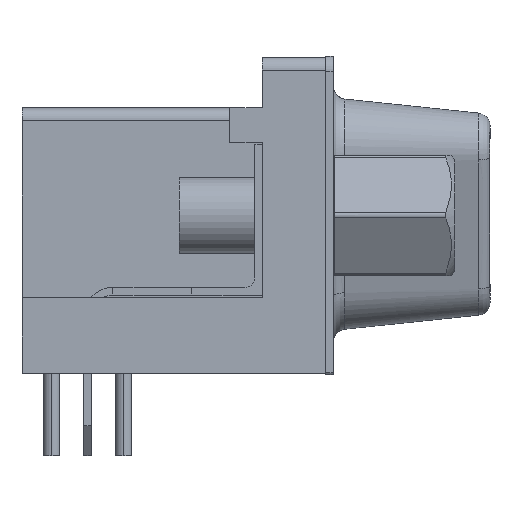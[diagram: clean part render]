
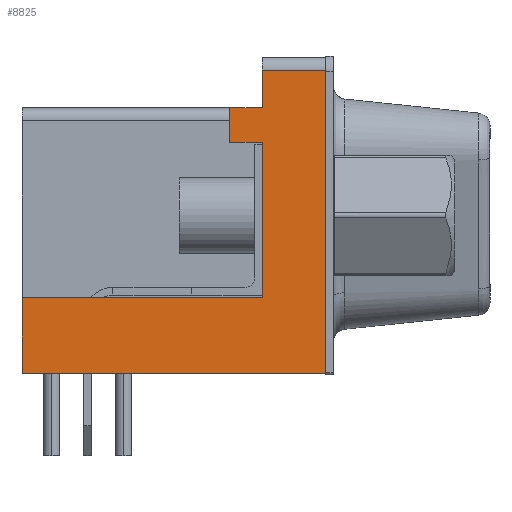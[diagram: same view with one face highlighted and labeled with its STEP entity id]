
A CAD part, left-side view. The second image highlights one B-rep face of the part: STEP entity #8825.
In plain terms, the highlighted planar face has unit normal (-1, 0, 0).
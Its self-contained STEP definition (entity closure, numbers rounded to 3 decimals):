
#126 = VERTEX_POINT ( 'NONE', #19225 ) ;
#194 = DIRECTION ( 'NONE',  ( 1., 0., 0. ) ) ;
#310 = EDGE_LOOP ( 'NONE', ( #22134, #16440, #19062, #2810, #18231, #21566, #20954, #15225, #13157, #20790 ) ) ;
#1300 = LINE ( 'NONE', #11007, #26605 ) ;
#1568 = DIRECTION ( 'NONE',  ( 0., 0., -1. ) ) ;
#1881 = LINE ( 'NONE', #21935, #21970 ) ;
#2211 = EDGE_CURVE ( 'NONE', #13263, #26558, #9163, .T. ) ;
#2810 = ORIENTED_EDGE ( 'NONE', *, *, #2211, .F. ) ;
#3269 = CARTESIAN_POINT ( 'NONE',  ( -19.57, -8.247, 10.6 ) ) ;
#3619 = DIRECTION ( 'NONE',  ( 0., 1., 0. ) ) ;
#3660 = VERTEX_POINT ( 'NONE', #5068 ) ;
#3917 = EDGE_CURVE ( 'NONE', #29542, #15614, #4555, .T. ) ;
#4163 = DIRECTION ( 'NONE',  ( 0., 0., 1. ) ) ;
#4172 = LINE ( 'NONE', #24120, #28880 ) ;
#4555 = LINE ( 'NONE', #9493, #31603 ) ;
#4675 = DIRECTION ( 'NONE',  ( 0., 0., -1. ) ) ;
#4777 = CARTESIAN_POINT ( 'NONE',  ( -19.57, -6.947, 10.6 ) ) ;
#4962 = CARTESIAN_POINT ( 'NONE',  ( -19.57, -8.247, 3.1 ) ) ;
#5068 = CARTESIAN_POINT ( 'NONE',  ( -19.57, 1.253, 3.1 ) ) ;
#5091 = EDGE_CURVE ( 'NONE', #22673, #13263, #30723, .T. ) ;
#5277 = LINE ( 'NONE', #4962, #16666 ) ;
#5533 = DIRECTION ( 'NONE',  ( 0., 0., 1. ) ) ;
#5897 = DIRECTION ( 'NONE',  ( 0., -1., 0. ) ) ;
#5906 = EDGE_CURVE ( 'NONE', #26558, #126, #25832, .T. ) ;
#6190 = CARTESIAN_POINT ( 'NONE',  ( -19.57, -10.747, 0.1 ) ) ;
#6966 = VECTOR ( 'NONE', #4163, 1000. ) ;
#7130 = LINE ( 'NONE', #32201, #27521 ) ;
#8131 = EDGE_CURVE ( 'NONE', #9728, #22673, #14169, .T. ) ;
#8723 = CARTESIAN_POINT ( 'NONE',  ( -19.57, -8.247, 9.25 ) ) ;
#8825 = ADVANCED_FACE ( 'NONE', ( #9902 ), #27535, .F. ) ;
#9163 = LINE ( 'NONE', #29274, #22694 ) ;
#9493 = CARTESIAN_POINT ( 'NONE',  ( -19.57, -10.747, 0.1 ) ) ;
#9728 = VERTEX_POINT ( 'NONE', #23145 ) ;
#9902 = FACE_OUTER_BOUND ( 'NONE', #310, .T. ) ;
#11007 = CARTESIAN_POINT ( 'NONE',  ( -19.57, 1.253, 3.1 ) ) ;
#13157 = ORIENTED_EDGE ( 'NONE', *, *, #16296, .T. ) ;
#13263 = VERTEX_POINT ( 'NONE', #4777 ) ;
#14169 = LINE ( 'NONE', #8723, #25766 ) ;
#14584 = VERTEX_POINT ( 'NONE', #19037 ) ;
#15027 = DIRECTION ( 'NONE',  ( 0., 0., 1. ) ) ;
#15225 = ORIENTED_EDGE ( 'NONE', *, *, #22051, .F. ) ;
#15614 = VERTEX_POINT ( 'NONE', #6190 ) ;
#16109 = VERTEX_POINT ( 'NONE', #21676 ) ;
#16296 = EDGE_CURVE ( 'NONE', #3660, #29542, #4172, .T. ) ;
#16440 = ORIENTED_EDGE ( 'NONE', *, *, #28731, .T. ) ;
#16666 = VECTOR ( 'NONE', #15027, 1000. ) ;
#17799 = EDGE_CURVE ( 'NONE', #16109, #15614, #7130, .T. ) ;
#17805 = AXIS2_PLACEMENT_3D ( 'NONE', #29681, #194, #25400 ) ;
#18231 = ORIENTED_EDGE ( 'NONE', *, *, #5091, .F. ) ;
#19037 = CARTESIAN_POINT ( 'NONE',  ( -19.57, -8.247, 3.1 ) ) ;
#19062 = ORIENTED_EDGE ( 'NONE', *, *, #5906, .F. ) ;
#19225 = CARTESIAN_POINT ( 'NONE',  ( -19.57, -8.247, 12.1 ) ) ;
#19559 = DIRECTION ( 'NONE',  ( 0., -1., 0. ) ) ;
#20790 = ORIENTED_EDGE ( 'NONE', *, *, #3917, .T. ) ;
#20954 = ORIENTED_EDGE ( 'NONE', *, *, #21661, .F. ) ;
#21566 = ORIENTED_EDGE ( 'NONE', *, *, #8131, .F. ) ;
#21661 = EDGE_CURVE ( 'NONE', #14584, #9728, #5277, .T. ) ;
#21676 = CARTESIAN_POINT ( 'NONE',  ( -19.57, -10.747, 12.1 ) ) ;
#21935 = CARTESIAN_POINT ( 'NONE',  ( -19.57, -10.747, 12.1 ) ) ;
#21970 = VECTOR ( 'NONE', #22264, 1000. ) ;
#22051 = EDGE_CURVE ( 'NONE', #3660, #14584, #1300, .T. ) ;
#22134 = ORIENTED_EDGE ( 'NONE', *, *, #17799, .F. ) ;
#22264 = DIRECTION ( 'NONE',  ( 0., 1., 0. ) ) ;
#22673 = VERTEX_POINT ( 'NONE', #28824 ) ;
#22694 = VECTOR ( 'NONE', #31266, 1000. ) ;
#23145 = CARTESIAN_POINT ( 'NONE',  ( -19.57, -8.247, 9.25 ) ) ;
#23945 = CARTESIAN_POINT ( 'NONE',  ( -19.57, -6.947, 3.1 ) ) ;
#24120 = CARTESIAN_POINT ( 'NONE',  ( -19.57, 1.253, 12.6 ) ) ;
#25172 = VECTOR ( 'NONE', #5533, 1000. ) ;
#25400 = DIRECTION ( 'NONE',  ( 0., 0., -1. ) ) ;
#25766 = VECTOR ( 'NONE', #3619, 1000. ) ;
#25832 = LINE ( 'NONE', #3269, #25172 ) ;
#26252 = CARTESIAN_POINT ( 'NONE',  ( -19.57, 1.253, 0.1 ) ) ;
#26558 = VERTEX_POINT ( 'NONE', #29246 ) ;
#26605 = VECTOR ( 'NONE', #5897, 1000. ) ;
#27521 = VECTOR ( 'NONE', #4675, 1000. ) ;
#27535 = PLANE ( 'NONE',  #17805 ) ;
#28731 = EDGE_CURVE ( 'NONE', #16109, #126, #1881, .T. ) ;
#28824 = CARTESIAN_POINT ( 'NONE',  ( -19.57, -6.947, 9.25 ) ) ;
#28880 = VECTOR ( 'NONE', #1568, 1000. ) ;
#29246 = CARTESIAN_POINT ( 'NONE',  ( -19.57, -8.247, 10.6 ) ) ;
#29274 = CARTESIAN_POINT ( 'NONE',  ( -19.57, 1.253, 10.6 ) ) ;
#29542 = VERTEX_POINT ( 'NONE', #26252 ) ;
#29681 = CARTESIAN_POINT ( 'NONE',  ( -19.57, -10.747, 12.6 ) ) ;
#30723 = LINE ( 'NONE', #23945, #6966 ) ;
#31266 = DIRECTION ( 'NONE',  ( 0., -1., 0. ) ) ;
#31603 = VECTOR ( 'NONE', #19559, 1000. ) ;
#32201 = CARTESIAN_POINT ( 'NONE',  ( -19.57, -10.747, 12.6 ) ) ;
